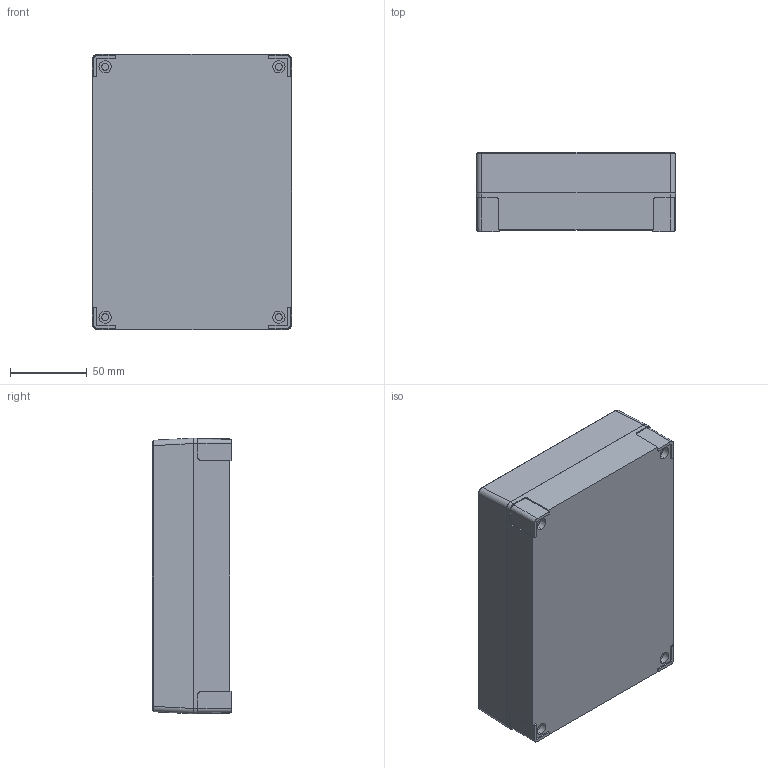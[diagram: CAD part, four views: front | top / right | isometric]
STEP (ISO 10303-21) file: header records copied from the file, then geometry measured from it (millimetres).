
FILE_DESCRIPTION (( 'STEP AP214' ), '1' );
FILE_NAME ('6012314_FIBOX_MNX_PC_150_50_LG.STEP', '2023-02-16T13:05:47', ( '' ), ( '' ), 'SwSTEP 2.0', 'SolidWorks 2021', '' );
FILE_SCHEMA (( 'AUTOMOTIVE_DESIGN' ));
Length unit declared in the file: millimetre
Products named in the file (4): FIBOX_MNX150LB; FIBOX_MNXSS14551H; FIBOX_MNX15025C; 6012314_FIBOX_MNX_PC_150_50_LG
Assembly tree (6 placements, depth 2):
  6012314_FIBOX_MNX_PC_150_50_LG
    FIBOX_MNX150LB
    FIBOX_MNX15025C
    FIBOX_MNXSS14551H  x4
Bounding box: 130.1 x 51.6 x 180.1 mm (x, y, z)
Volume: 244398.6 mm3; surface area: 161186.4 mm2
Topology: 6 solids, 6 shells, 450 faces, 1125 edges, 742 vertices
Faces by surface type: plane 274, cylinder 140, cone 32, bspline 4
Entity records: 11327 total; most frequent: CARTESIAN_POINT 2210, DIRECTION 1883, ORIENTED_EDGE 1842, EDGE_CURVE 921, AXIS2_PLACEMENT_3D 659, VERTEX_POINT 610, VECTOR 565, LINE 565
